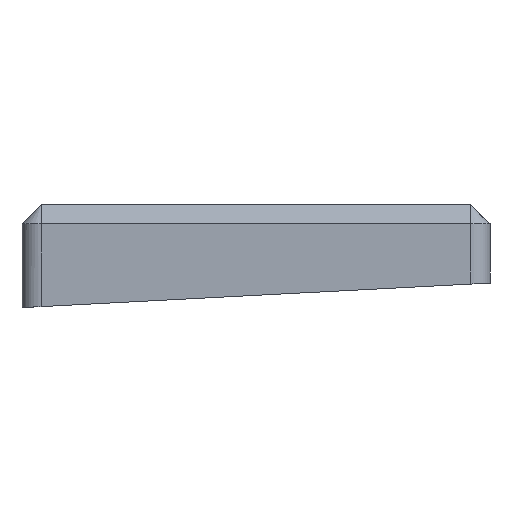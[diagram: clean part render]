
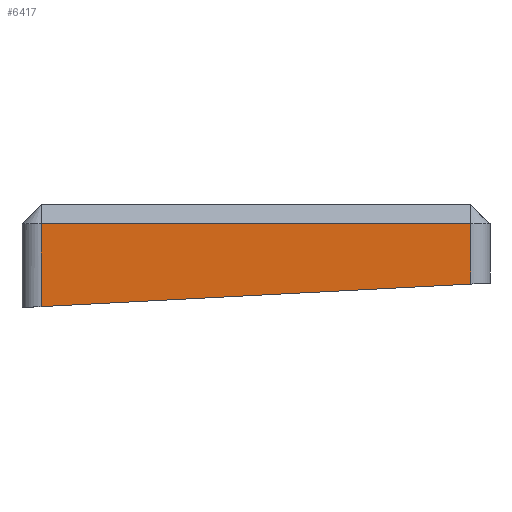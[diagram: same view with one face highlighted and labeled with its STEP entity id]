
A CAD part, left-side view. The second image highlights one B-rep face of the part: STEP entity #6417.
In plain terms, the highlighted planar face has unit normal (-1, 0, 0).
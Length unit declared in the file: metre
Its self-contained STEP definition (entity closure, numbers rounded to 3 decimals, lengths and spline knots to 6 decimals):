
#653=ORIENTED_EDGE('',*,*,#2512,.T.);
#654=ORIENTED_EDGE('',*,*,#2513,.T.);
#655=ORIENTED_EDGE('',*,*,#2514,.T.);
#656=ORIENTED_EDGE('',*,*,#2498,.F.);
#2498=EDGE_CURVE('',#3421,#3422,#3964,.T.);
#2512=EDGE_CURVE('',#3421,#3433,#3973,.T.);
#2513=EDGE_CURVE('',#3433,#3434,#3974,.T.);
#2514=EDGE_CURVE('',#3434,#3422,#3975,.F.);
#3421=VERTEX_POINT('',#9847);
#3422=VERTEX_POINT('',#9848);
#3433=VERTEX_POINT('',#9878);
#3434=VERTEX_POINT('',#9880);
#3964=LINE('',#9846,#4680);
#3973=LINE('',#9877,#4689);
#3974=LINE('',#9879,#4690);
#3975=LINE('',#9881,#4691);
#4680=VECTOR('',#7757,1.);
#4689=VECTOR('',#7778,1.);
#4690=VECTOR('',#7779,1.);
#4691=VECTOR('',#7780,1.);
#5245=EDGE_LOOP('',(#653,#654,#655,#656));
#5701=FACE_BOUND('',#5245,.T.);
#6139=PLANE('',#6891);
#6417=ADVANCED_FACE('',(#5701),#6139,.T.);
#6891=AXIS2_PLACEMENT_3D('',#9876,#7776,#7777);
#7757=DIRECTION('',(0.,0.999,-0.052));
#7776=DIRECTION('',(-1.,0.,0.));
#7777=DIRECTION('',(0.,-1.,0.));
#7778=DIRECTION('',(0.,0.,1.));
#7779=DIRECTION('',(0.,1.,0.));
#7780=DIRECTION('',(0.,0.,1.));
#9846=CARTESIAN_POINT('',(-0.010675,0.045244,-0.02358));
#9847=CARTESIAN_POINT('',(-0.010675,-0.010438,-0.020662));
#9848=CARTESIAN_POINT('',(-0.010675,0.100925,-0.026498));
#9876=CARTESIAN_POINT('',(-0.010675,0.045244,-0.0078));
#9877=CARTESIAN_POINT('',(-0.010675,-0.010438,-0.0078));
#9878=CARTESIAN_POINT('',(-0.010675,-0.010438,-0.005));
#9879=CARTESIAN_POINT('',(-0.010675,0.045244,-0.005));
#9880=CARTESIAN_POINT('',(-0.010675,0.100925,-0.005));
#9881=CARTESIAN_POINT('',(-0.010675,0.100925,-0.02676));
